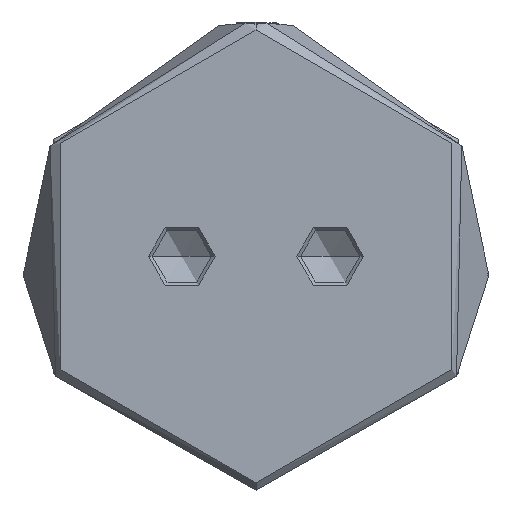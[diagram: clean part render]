
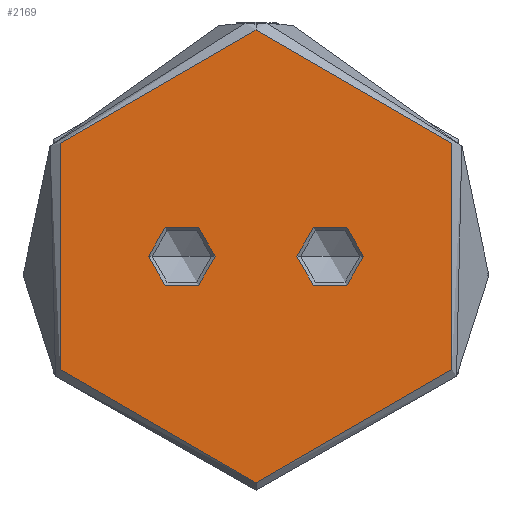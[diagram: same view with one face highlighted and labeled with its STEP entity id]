
A CAD part, front view. The second image highlights one B-rep face of the part: STEP entity #2169.
In plain terms, the highlighted face is planar.
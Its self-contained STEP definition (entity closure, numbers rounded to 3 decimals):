
#1 = DIRECTION ( 'NONE',  ( 0., -1., 0. ) ) ;
#136 = CARTESIAN_POINT ( 'NONE',  ( 0., -14.5, 0. ) ) ;
#180 = EDGE_LOOP ( 'NONE', ( #4940, #7725 ) ) ;
#326 = DIRECTION ( 'NONE',  ( 0., 0., -1. ) ) ;
#405 = AXIS2_PLACEMENT_3D ( 'NONE', #1231, #5655, #1875 ) ;
#452 = CARTESIAN_POINT ( 'NONE',  ( 0., 5.5, 0. ) ) ;
#495 = CIRCLE ( 'NONE', #3586, 30.5 ) ;
#566 = CIRCLE ( 'NONE', #5471, 4.5 ) ;
#662 = CIRCLE ( 'NONE', #4770, 4.5 ) ;
#840 = CARTESIAN_POINT ( 'NONE',  ( 0., -5.5, 0. ) ) ;
#955 = VERTEX_POINT ( 'NONE', #2381 ) ;
#968 = EDGE_CURVE ( 'NONE', #7002, #955, #2735, .T. ) ;
#1231 = CARTESIAN_POINT ( 'NONE',  ( 0., -10., 0. ) ) ;
#1485 = DIRECTION ( 'NONE',  ( 1., 0., 0. ) ) ;
#1718 = VERTEX_POINT ( 'NONE', #840 ) ;
#1767 = DIRECTION ( 'NONE',  ( 0., 0., -1. ) ) ;
#1875 = DIRECTION ( 'NONE',  ( 0., 1., 0. ) ) ;
#2130 = DIRECTION ( 'NONE',  ( 0., 0., 1. ) ) ;
#2169 = ADVANCED_FACE ( 'NONE', ( #6265, #6472, #7968 ), #2207, .F. ) ;
#2207 = PLANE ( 'NONE',  #5583 ) ;
#2294 = EDGE_CURVE ( 'NONE', #1718, #7166, #3387, .T. ) ;
#2330 = EDGE_LOOP ( 'NONE', ( #6758, #7401 ) ) ;
#2381 = CARTESIAN_POINT ( 'NONE',  ( -30.5, 0., 0. ) ) ;
#2735 = CIRCLE ( 'NONE', #6336, 30.5 ) ;
#2985 = CARTESIAN_POINT ( 'NONE',  ( 0., 0., 0. ) ) ;
#3029 = EDGE_CURVE ( 'NONE', #955, #7002, #495, .T. ) ;
#3142 = ORIENTED_EDGE ( 'NONE', *, *, #2294, .T. ) ;
#3235 = DIRECTION ( 'NONE',  ( 0., 0., 1. ) ) ;
#3387 = CIRCLE ( 'NONE', #405, 4.5 ) ;
#3586 = AXIS2_PLACEMENT_3D ( 'NONE', #2985, #7448, #3621 ) ;
#3621 = DIRECTION ( 'NONE',  ( 1., 0., 0. ) ) ;
#3667 = EDGE_CURVE ( 'NONE', #7490, #6385, #6734, .T. ) ;
#3768 = DIRECTION ( 'NONE',  ( 0., 0., 1. ) ) ;
#4402 = CARTESIAN_POINT ( 'NONE',  ( 30.5, 0., 0. ) ) ;
#4728 = DIRECTION ( 'NONE',  ( -1., 0., 0. ) ) ;
#4770 = AXIS2_PLACEMENT_3D ( 'NONE', #5549, #1767, #6193 ) ;
#4940 = ORIENTED_EDGE ( 'NONE', *, *, #3029, .T. ) ;
#5191 = AXIS2_PLACEMENT_3D ( 'NONE', #7055, #3235, #7682 ) ;
#5267 = CARTESIAN_POINT ( 'NONE',  ( 0., 0., 0. ) ) ;
#5315 = CARTESIAN_POINT ( 'NONE',  ( 0., 0., 0. ) ) ;
#5449 = ORIENTED_EDGE ( 'NONE', *, *, #6824, .T. ) ;
#5471 = AXIS2_PLACEMENT_3D ( 'NONE', #7590, #3768, #1 ) ;
#5549 = CARTESIAN_POINT ( 'NONE',  ( 0., -10., 0. ) ) ;
#5583 = AXIS2_PLACEMENT_3D ( 'NONE', #5315, #326, #4728 ) ;
#5655 = DIRECTION ( 'NONE',  ( 0., 0., -1. ) ) ;
#6193 = DIRECTION ( 'NONE',  ( 0., 1., 0. ) ) ;
#6265 = FACE_OUTER_BOUND ( 'NONE', #180, .T. ) ;
#6336 = AXIS2_PLACEMENT_3D ( 'NONE', #5267, #2130, #1485 ) ;
#6385 = VERTEX_POINT ( 'NONE', #452 ) ;
#6472 = FACE_BOUND ( 'NONE', #2330, .T. ) ;
#6734 = CIRCLE ( 'NONE', #5191, 4.5 ) ;
#6758 = ORIENTED_EDGE ( 'NONE', *, *, #6970, .F. ) ;
#6824 = EDGE_CURVE ( 'NONE', #7166, #1718, #662, .T. ) ;
#6892 = CARTESIAN_POINT ( 'NONE',  ( 0., 14.5, 0. ) ) ;
#6970 = EDGE_CURVE ( 'NONE', #6385, #7490, #566, .T. ) ;
#7002 = VERTEX_POINT ( 'NONE', #4402 ) ;
#7055 = CARTESIAN_POINT ( 'NONE',  ( 0., 10., 0. ) ) ;
#7166 = VERTEX_POINT ( 'NONE', #136 ) ;
#7328 = EDGE_LOOP ( 'NONE', ( #3142, #5449 ) ) ;
#7401 = ORIENTED_EDGE ( 'NONE', *, *, #3667, .F. ) ;
#7448 = DIRECTION ( 'NONE',  ( 0., 0., 1. ) ) ;
#7490 = VERTEX_POINT ( 'NONE', #6892 ) ;
#7590 = CARTESIAN_POINT ( 'NONE',  ( 0., 10., 0. ) ) ;
#7682 = DIRECTION ( 'NONE',  ( 0., -1., 0. ) ) ;
#7725 = ORIENTED_EDGE ( 'NONE', *, *, #968, .T. ) ;
#7968 = FACE_BOUND ( 'NONE', #7328, .T. ) ;
